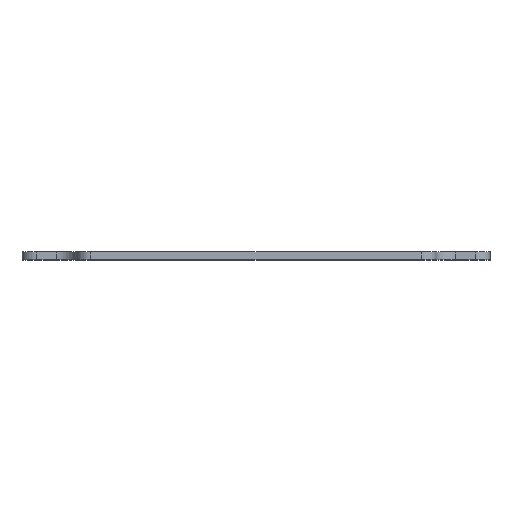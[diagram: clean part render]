
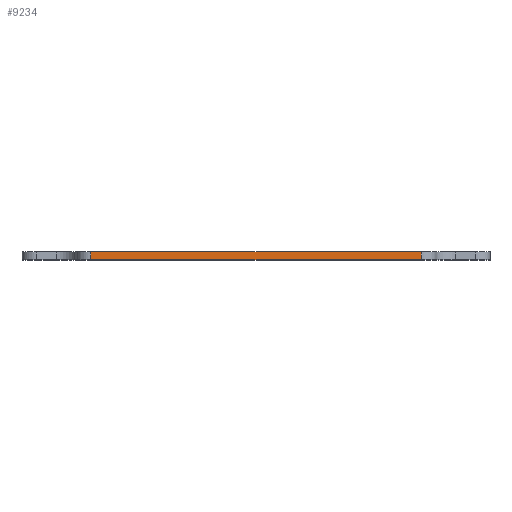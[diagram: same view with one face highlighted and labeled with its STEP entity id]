
A CAD part, top view. The second image highlights one B-rep face of the part: STEP entity #9234.
In plain terms, the highlighted planar face has unit normal (0, 0, 1).
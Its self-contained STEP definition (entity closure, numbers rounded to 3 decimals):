
#1002=FACE_OUTER_BOUND('',#1620,.T.);
#1620=EDGE_LOOP('',(#8451,#8452,#8453,#8454));
#2708=LINE('',#14409,#3842);
#2730=LINE('',#14495,#3864);
#2734=LINE('',#14503,#3868);
#2748=LINE('',#14540,#3882);
#3842=VECTOR('',#11806,10.);
#3864=VECTOR('',#11888,10.);
#3868=VECTOR('',#11896,10.);
#3882=VECTOR('',#11942,10.);
#4666=VERTEX_POINT('',#14406);
#4667=VERTEX_POINT('',#14408);
#4701=VERTEX_POINT('',#14493);
#4703=VERTEX_POINT('',#14502);
#5881=EDGE_CURVE('',#4666,#4667,#2708,.T.);
#5924=EDGE_CURVE('',#4701,#4666,#2730,.T.);
#5928=EDGE_CURVE('',#4667,#4703,#2734,.T.);
#5947=EDGE_CURVE('',#4701,#4703,#2748,.T.);
#8451=ORIENTED_EDGE('',*,*,#5924,.F.);
#8452=ORIENTED_EDGE('',*,*,#5947,.T.);
#8453=ORIENTED_EDGE('',*,*,#5928,.F.);
#8454=ORIENTED_EDGE('',*,*,#5881,.F.);
#8823=PLANE('',#9774);
#9234=ADVANCED_FACE('',(#1002),#8823,.T.);
#9774=AXIS2_PLACEMENT_3D('',#14586,#11997,#11998);
#11806=DIRECTION('',(1.,0.,0.));
#11888=DIRECTION('',(0.,1.,0.));
#11896=DIRECTION('',(0.,-1.,0.));
#11942=DIRECTION('',(1.,0.,0.));
#11997=DIRECTION('center_axis',(0.,0.,1.));
#11998=DIRECTION('ref_axis',(1.,0.,0.));
#14406=CARTESIAN_POINT('',(-33.5,1.6,47.5));
#14408=CARTESIAN_POINT('',(33.5,1.6,47.5));
#14409=CARTESIAN_POINT('',(-47.5,1.6,47.5));
#14493=CARTESIAN_POINT('',(-33.5,0.,47.5));
#14495=CARTESIAN_POINT('',(-33.5,0.8,47.5));
#14502=CARTESIAN_POINT('',(33.5,0.,47.5));
#14503=CARTESIAN_POINT('',(33.5,0.8,47.5));
#14540=CARTESIAN_POINT('',(-47.5,0.,47.5));
#14586=CARTESIAN_POINT('Origin',(-47.5,0.,47.5));
